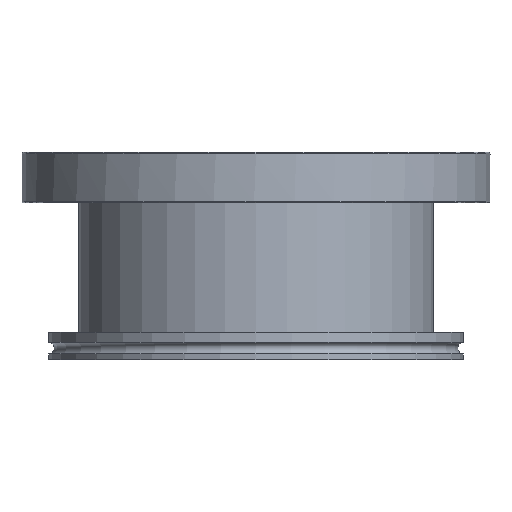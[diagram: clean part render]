
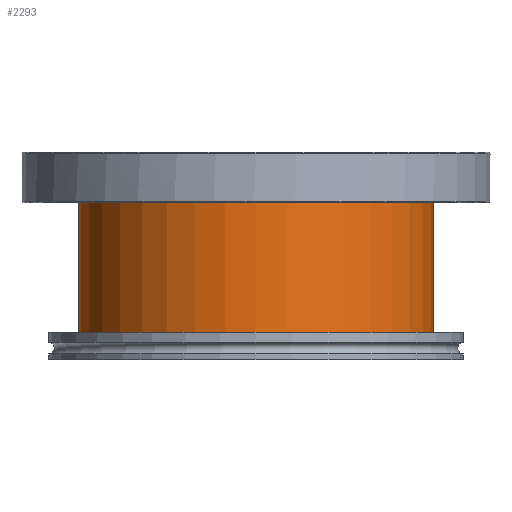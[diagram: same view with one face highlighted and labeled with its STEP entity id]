
A CAD part, front view. The second image highlights one B-rep face of the part: STEP entity #2293.
In plain terms, the highlighted cylindrical face has radius 77 mm (diameter 154 mm), a full revolution.
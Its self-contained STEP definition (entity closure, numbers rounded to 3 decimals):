
#2231=CARTESIAN_POINT('',(77.,0.,427.5));
#2232=VERTEX_POINT('',#2231);
#2233=CARTESIAN_POINT('',(0.,0.,427.5));
#2234=DIRECTION('',(0.0,0.0,1.0));
#2235=DIRECTION('',(-1.0,0.0,0.0));
#2236=AXIS2_PLACEMENT_3D('',#2233,#2234,#2235);
#2237=CIRCLE('',#2236,77.);
#2238=EDGE_CURVE('',#2232,#2232,#2237,.T.);
#2274=CARTESIAN_POINT('',(0.,0.,0.0));
#2275=DIRECTION('',(0.0,0.0,1.0));
#2276=DIRECTION('',(-1.0,0.0,0.0));
#2277=AXIS2_PLACEMENT_3D('',#2274,#2275,#2276);
#2278=CYLINDRICAL_SURFACE('',#2277,77.);
#2279=ORIENTED_EDGE('',*,*,#2238,.T.);
#2280=EDGE_LOOP('',(#2279));
#2281=FACE_OUTER_BOUND('',#2280,.T.);
#2282=CARTESIAN_POINT('',(77.,0.,500.0));
#2283=VERTEX_POINT('',#2282);
#2284=CARTESIAN_POINT('',(0.,0.,500.0));
#2285=DIRECTION('',(0.0,0.0,-1.0));
#2286=DIRECTION('',(-1.0,0.0,0.0));
#2287=AXIS2_PLACEMENT_3D('',#2284,#2285,#2286);
#2288=CIRCLE('',#2287,77.);
#2289=EDGE_CURVE('',#2283,#2283,#2288,.T.);
#2290=ORIENTED_EDGE('',*,*,#2289,.T.);
#2291=EDGE_LOOP('',(#2290));
#2292=FACE_BOUND('',#2291,.T.);
#2293=ADVANCED_FACE('',(#2281,#2292),#2278,.T.);
